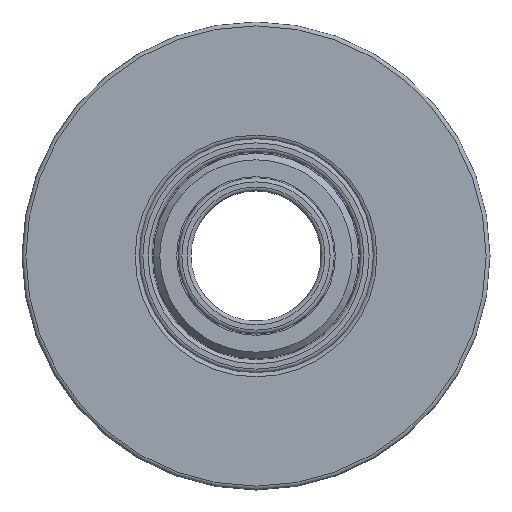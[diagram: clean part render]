
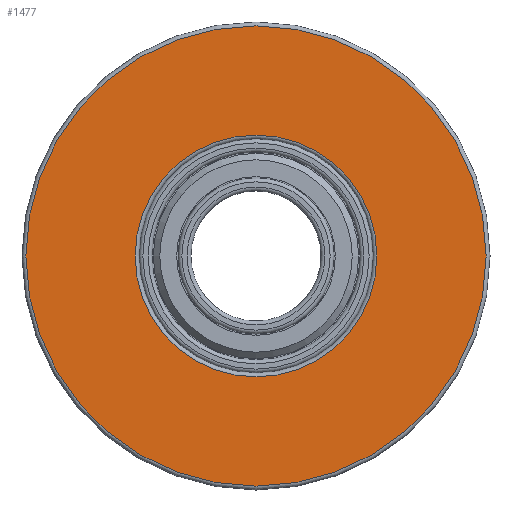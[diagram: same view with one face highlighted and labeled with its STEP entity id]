
A CAD part, front view. The second image highlights one B-rep face of the part: STEP entity #1477.
In plain terms, the highlighted planar face has unit normal (0, -1, 0).
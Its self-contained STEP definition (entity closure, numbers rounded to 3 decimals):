
#220=FACE_BOUND('',#376,.T.);
#236=PLANE('',#1658);
#276=FACE_OUTER_BOUND('',#375,.T.);
#375=EDGE_LOOP('',(#1133,#1134));
#376=EDGE_LOOP('',(#1135,#1136));
#490=CIRCLE('',#1652,4.65);
#491=CIRCLE('',#1653,4.65);
#495=CIRCLE('',#1659,8.85);
#496=CIRCLE('',#1660,8.85);
#650=VERTEX_POINT('',#2557);
#651=VERTEX_POINT('',#2559);
#654=VERTEX_POINT('',#2570);
#655=VERTEX_POINT('',#2571);
#826=EDGE_CURVE('',#650,#651,#490,.T.);
#827=EDGE_CURVE('',#651,#650,#491,.T.);
#832=EDGE_CURVE('',#654,#655,#495,.T.);
#833=EDGE_CURVE('',#655,#654,#496,.T.);
#1133=ORIENTED_EDGE('',*,*,#832,.F.);
#1134=ORIENTED_EDGE('',*,*,#833,.F.);
#1135=ORIENTED_EDGE('',*,*,#827,.F.);
#1136=ORIENTED_EDGE('',*,*,#826,.F.);
#1477=ADVANCED_FACE('',(#276,#220),#236,.T.);
#1652=AXIS2_PLACEMENT_3D('',#2560,#2025,#2026);
#1653=AXIS2_PLACEMENT_3D('',#2561,#2027,#2028);
#1658=AXIS2_PLACEMENT_3D('',#2569,#2038,#2039);
#1659=AXIS2_PLACEMENT_3D('',#2572,#2040,#2041);
#1660=AXIS2_PLACEMENT_3D('',#2573,#2042,#2043);
#2025=DIRECTION('center_axis',(0.,-1.,0.));
#2026=DIRECTION('ref_axis',(1.,0.,0.));
#2027=DIRECTION('center_axis',(0.,-1.,0.));
#2028=DIRECTION('ref_axis',(1.,0.,0.));
#2038=DIRECTION('center_axis',(0.,-1.,0.));
#2039=DIRECTION('ref_axis',(0.,0.,-1.));
#2040=DIRECTION('center_axis',(0.,1.,0.));
#2041=DIRECTION('ref_axis',(1.,0.,0.));
#2042=DIRECTION('center_axis',(0.,1.,0.));
#2043=DIRECTION('ref_axis',(1.,0.,0.));
#2557=CARTESIAN_POINT('',(0.,-4.5,4.65));
#2559=CARTESIAN_POINT('',(-4.65,-4.5,0.));
#2560=CARTESIAN_POINT('Origin',(0.,-4.5,0.));
#2561=CARTESIAN_POINT('Origin',(0.,-4.5,0.));
#2569=CARTESIAN_POINT('Origin',(0.,-4.5,0.));
#2570=CARTESIAN_POINT('',(-8.85,-4.5,0.));
#2571=CARTESIAN_POINT('',(0.,-4.5,-8.85));
#2572=CARTESIAN_POINT('Origin',(0.,-4.5,0.));
#2573=CARTESIAN_POINT('Origin',(0.,-4.5,0.));
